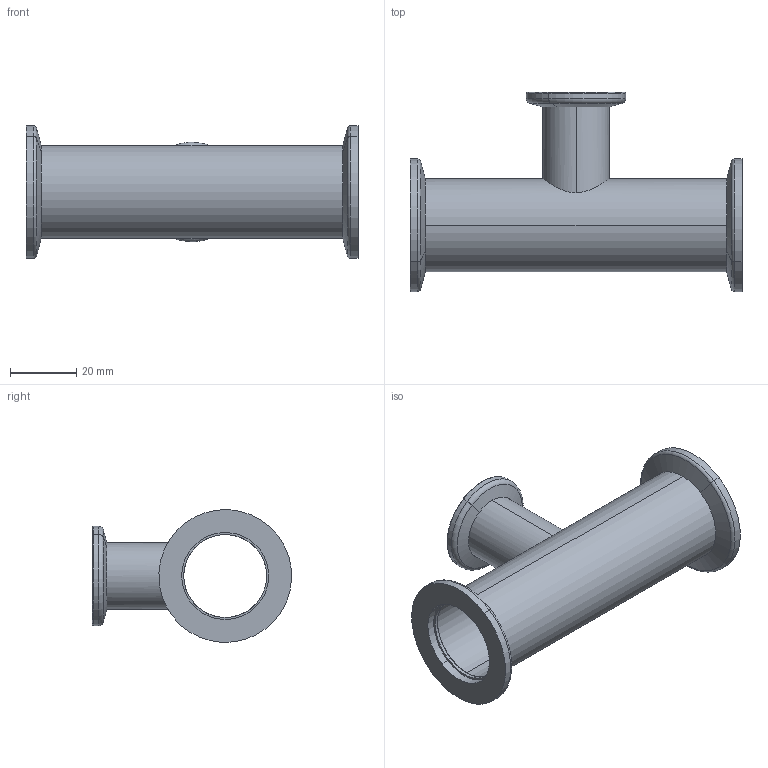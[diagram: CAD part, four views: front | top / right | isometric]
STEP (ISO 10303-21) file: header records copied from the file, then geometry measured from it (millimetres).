
FILE_DESCRIPTION (( 'STEP AP214' ), '1' );
FILE_NAME ('Hositrad_KTR25-16.STEP', '2017-06-08T09:14:24', ( 'Gebruiker' ), ( '' ), 'SwSTEP 2.0', 'SolidWorks 2017', '' );
FILE_SCHEMA (( 'AUTOMOTIVE_DESIGN' ));
Length unit declared in the file: millimetre
Products named in the file (4): KF25-WS_KF25-28Ws; KF-Tee-Tube-All_KTR25-16; Hositrad_KTR25-16; KF16-19WS_KF16-20
Assembly tree (4 placements, depth 2):
  Hositrad_KTR25-16
    KF-Tee-Tube-All_KTR25-16
    KF25-WS_KF25-28Ws  x2
    KF16-19WS_KF16-20
Bounding box: 100 x 59.97 x 39.94 mm (x, y, z)
Volume: 20441.4 mm3; surface area: 24149.7 mm2
Topology: 4 solids, 4 shells, 57 faces, 116 edges, 70 vertices
Faces by surface type: cylinder 30, plane 11, torus 8, cone 8
Entity records: 1486 total; most frequent: CARTESIAN_POINT 387, DIRECTION 234, ORIENTED_EDGE 172, AXIS2_PLACEMENT_3D 103, EDGE_CURVE 86, CIRCLE 54, EDGE_LOOP 52, VERTEX_POINT 52
